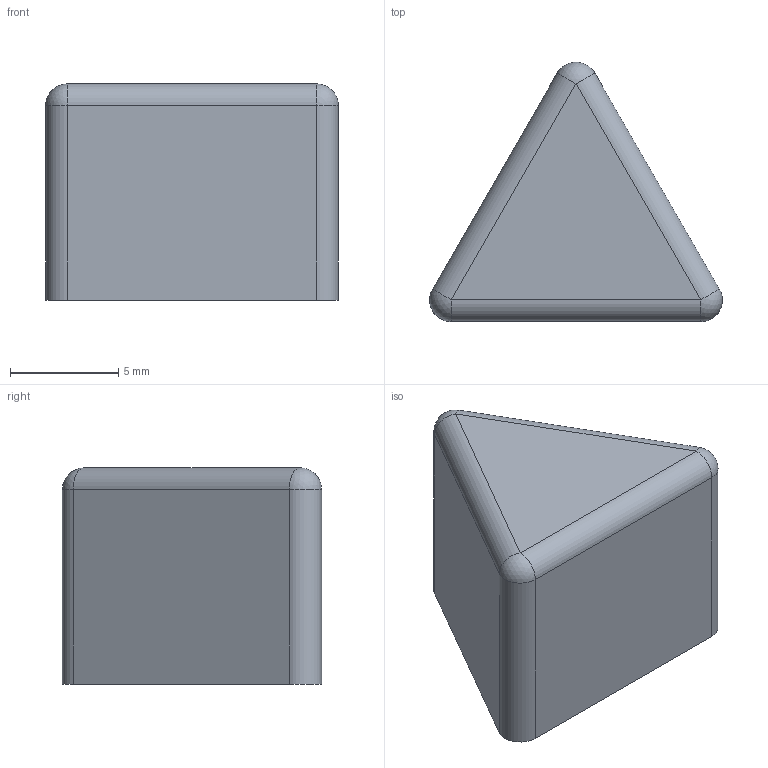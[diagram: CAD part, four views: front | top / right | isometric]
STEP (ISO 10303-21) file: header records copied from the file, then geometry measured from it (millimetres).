
FILE_DESCRIPTION(/* description */ (''),/* implementation_level */ '2;1');
FILE_NAME(/* name */ 'triangle_15.step',/* time_stamp */ '2024-07-01T16:48:31+02:00',/* author */ (''),/* organization */ (''),/* preprocessor_version */ 'ST-DEVELOPER v20',/* originating_system */ 'Autodesk Translation Framework v13.14.0.145',/* authorisation */ '');
FILE_SCHEMA (('AUTOMOTIVE_DESIGN { 1 0 10303 214 3 1 1 }'));
Length unit declared in the file: millimetre
Products named in the file (1): triangle_15
Bounding box: 13.54 x 11.99 x 10 mm (x, y, z)
Volume: 945.3 mm3; surface area: 581.7 mm2
Topology: 1 solids, 1 shells, 14 faces, 27 edges, 15 vertices
Faces by surface type: cylinder 6, plane 5, sphere 3
Entity records: 384 total; most frequent: DIRECTION 69, CARTESIAN_POINT 57, ORIENTED_EDGE 54, EDGE_CURVE 27, AXIS2_PLACEMENT_3D 27, LINE 15, VECTOR 15, VERTEX_POINT 15
